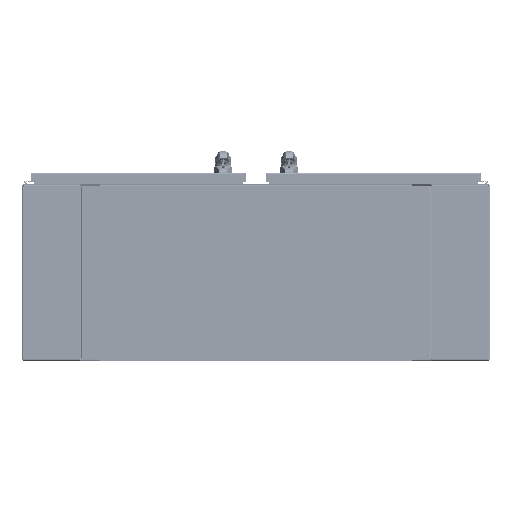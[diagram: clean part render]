
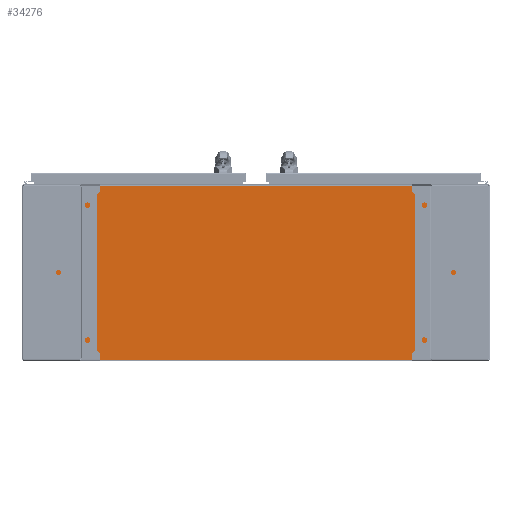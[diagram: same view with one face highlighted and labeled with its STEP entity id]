
A CAD part, front view. The second image highlights one B-rep face of the part: STEP entity #34276.
In plain terms, the highlighted face is planar.
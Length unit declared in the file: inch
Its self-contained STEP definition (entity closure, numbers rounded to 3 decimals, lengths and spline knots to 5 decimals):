
#2186 = VECTOR ( 'NONE', #77158, 39.37008 ) ;
#3359 = VERTEX_POINT ( 'NONE', #33902 ) ;
#6290 = CARTESIAN_POINT ( 'NONE',  ( -0.44585, 16.8295, 0.0937 ) ) ;
#7458 = ORIENTED_EDGE ( 'NONE', *, *, #177500, .F. ) ;
#16453 = EDGE_CURVE ( 'NONE', #162483, #108971, #152314, .T. ) ;
#20457 = DIRECTION ( 'NONE',  ( 1., 0., 0. ) ) ;
#22204 = VECTOR ( 'NONE', #152043, 39.37008 ) ;
#33130 = AXIS2_PLACEMENT_3D ( 'NONE', #154989, #154809, #154447 ) ;
#33902 = CARTESIAN_POINT ( 'NONE',  ( 47.49175, -1.07685, 0.0937 ) ) ;
#34276 = ADVANCED_FACE ( 'NONE', ( #39319 ), #157810, .T. ) ;
#39111 = VECTOR ( 'NONE', #20457, 39.37008 ) ;
#39319 = FACE_OUTER_BOUND ( 'NONE', #150393, .T. ) ;
#40719 = VECTOR ( 'NONE', #161678, 39.37008 ) ;
#48385 = CARTESIAN_POINT ( 'NONE',  ( -0.44585, -1.07685, 0.0937 ) ) ;
#63071 = CARTESIAN_POINT ( 'NONE',  ( 47.49175, 16.8295, 0.0937 ) ) ;
#64955 = EDGE_CURVE ( 'NONE', #162483, #3359, #97012, .T. ) ;
#77158 = DIRECTION ( 'NONE',  ( 0., -1., 0. ) ) ;
#81868 = EDGE_CURVE ( 'NONE', #108971, #177573, #150774, .T. ) ;
#91835 = CARTESIAN_POINT ( 'NONE',  ( 47.49175, 16.8295, 0.0937 ) ) ;
#96204 = ORIENTED_EDGE ( 'NONE', *, *, #81868, .F. ) ;
#97012 = LINE ( 'NONE', #111387, #22204 ) ;
#108971 = VERTEX_POINT ( 'NONE', #174373 ) ;
#111387 = CARTESIAN_POINT ( 'NONE',  ( 11.53855, -1.07685, 0.0937 ) ) ;
#114345 = LINE ( 'NONE', #63071, #2186 ) ;
#115241 = ORIENTED_EDGE ( 'NONE', *, *, #64955, .T. ) ;
#149388 = ORIENTED_EDGE ( 'NONE', *, *, #16453, .F. ) ;
#150393 = EDGE_LOOP ( 'NONE', ( #115241, #7458, #96204, #149388 ) ) ;
#150774 = LINE ( 'NONE', #6290, #39111 ) ;
#152043 = DIRECTION ( 'NONE',  ( 1., 0., 0. ) ) ;
#152314 = LINE ( 'NONE', #159915, #40719 ) ;
#154447 = DIRECTION ( 'NONE',  ( 1., 0., 0. ) ) ;
#154809 = DIRECTION ( 'NONE',  ( 0., 0., 1. ) ) ;
#154989 = CARTESIAN_POINT ( 'NONE',  ( 23.52295, 7.8607, 0.0937 ) ) ;
#157810 = PLANE ( 'NONE',  #33130 ) ;
#159915 = CARTESIAN_POINT ( 'NONE',  ( -0.44585, -1.1081, 0.0937 ) ) ;
#161678 = DIRECTION ( 'NONE',  ( 0., 1., 0. ) ) ;
#162483 = VERTEX_POINT ( 'NONE', #48385 ) ;
#174373 = CARTESIAN_POINT ( 'NONE',  ( -0.44585, 16.8295, 0.0937 ) ) ;
#177500 = EDGE_CURVE ( 'NONE', #177573, #3359, #114345, .T. ) ;
#177573 = VERTEX_POINT ( 'NONE', #91835 ) ;
